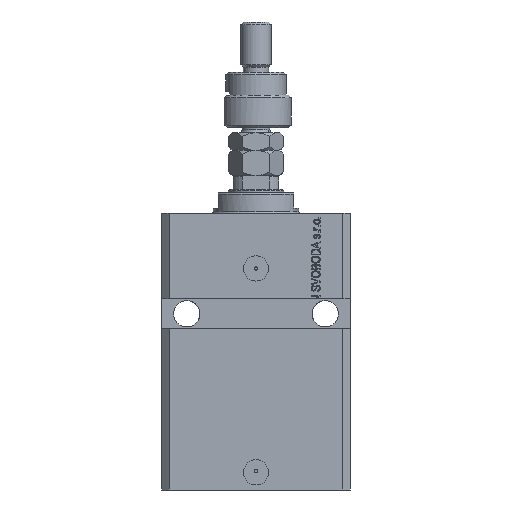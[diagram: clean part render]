
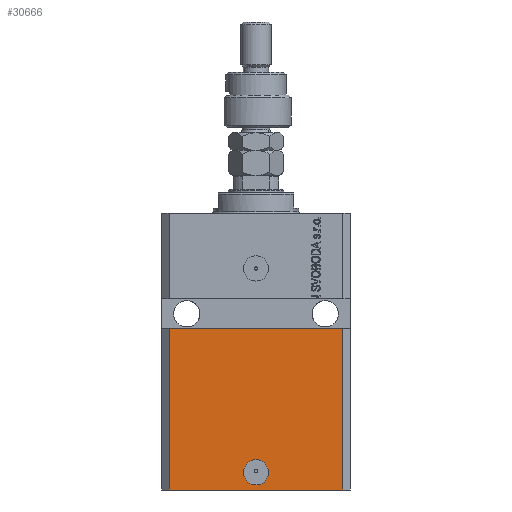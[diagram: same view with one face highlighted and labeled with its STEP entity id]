
A CAD part, front view. The second image highlights one B-rep face of the part: STEP entity #30666.
In plain terms, the highlighted planar face has unit normal (0, -1, 0).
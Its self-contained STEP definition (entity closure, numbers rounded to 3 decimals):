
#574 = EDGE_CURVE ( 'NONE', #16092, #24136, #39306, .T. ) ;
#658 = CARTESIAN_POINT ( 'NONE',  ( 5., -27.5, -103. ) ) ;
#1157 = VECTOR ( 'NONE', #14176, 1000. ) ;
#2441 = CARTESIAN_POINT ( 'NONE',  ( -34.5, -27.5, -110. ) ) ;
#3525 = ORIENTED_EDGE ( 'NONE', *, *, #26534, .F. ) ;
#3683 = VERTEX_POINT ( 'NONE', #33510 ) ;
#3863 = LINE ( 'NONE', #21410, #18455 ) ;
#8481 = CARTESIAN_POINT ( 'NONE',  ( 34.5, -27.5, -110. ) ) ;
#10165 = CARTESIAN_POINT ( 'NONE',  ( -37.5, -27.5, -46. ) ) ;
#10196 = ORIENTED_EDGE ( 'NONE', *, *, #31687, .T. ) ;
#10374 = EDGE_CURVE ( 'NONE', #22203, #16092, #34357, .T. ) ;
#13463 = VECTOR ( 'NONE', #37206, 1000. ) ;
#14176 = DIRECTION ( 'NONE',  ( 1., 0., 0. ) ) ;
#15202 = ORIENTED_EDGE ( 'NONE', *, *, #17381, .F. ) ;
#16092 = VERTEX_POINT ( 'NONE', #39731 ) ;
#17381 = EDGE_CURVE ( 'NONE', #3683, #31554, #27358, .T. ) ;
#17489 = AXIS2_PLACEMENT_3D ( 'NONE', #35908, #22139, #18575 ) ;
#18455 = VECTOR ( 'NONE', #25444, 1000. ) ;
#18575 = DIRECTION ( 'NONE',  ( 1., 0., 0. ) ) ;
#18925 = ORIENTED_EDGE ( 'NONE', *, *, #10374, .F. ) ;
#19413 = FACE_OUTER_BOUND ( 'NONE', #42330, .T. ) ;
#19426 = CARTESIAN_POINT ( 'NONE',  ( -34.5, -27.5, -110. ) ) ;
#20111 = VERTEX_POINT ( 'NONE', #38745 ) ;
#21049 = DIRECTION ( 'NONE',  ( 0., -1., 0. ) ) ;
#21410 = CARTESIAN_POINT ( 'NONE',  ( -34.5, -27.5, -110. ) ) ;
#22139 = DIRECTION ( 'NONE',  ( 0., -1., 0. ) ) ;
#22203 = VERTEX_POINT ( 'NONE', #2441 ) ;
#24136 = VERTEX_POINT ( 'NONE', #28157 ) ;
#24622 = CARTESIAN_POINT ( 'NONE',  ( 0., -27.5, -103. ) ) ;
#25444 = DIRECTION ( 'NONE',  ( 1., 0., 0. ) ) ;
#26067 = PLANE ( 'NONE',  #28216 ) ;
#26534 = EDGE_CURVE ( 'NONE', #31554, #3683, #28965, .T. ) ;
#26967 = LINE ( 'NONE', #8481, #38831 ) ;
#27358 = CIRCLE ( 'NONE', #17489, 5. ) ;
#28157 = CARTESIAN_POINT ( 'NONE',  ( 34.5, -27.5, -46. ) ) ;
#28216 = AXIS2_PLACEMENT_3D ( 'NONE', #32541, #40522, #44539 ) ;
#28965 = CIRCLE ( 'NONE', #37272, 5. ) ;
#29627 = FACE_BOUND ( 'NONE', #29973, .T. ) ;
#29973 = EDGE_LOOP ( 'NONE', ( #3525, #15202 ) ) ;
#30666 = ADVANCED_FACE ( 'NONE', ( #29627, #19413 ), #26067, .T. ) ;
#30679 = ORIENTED_EDGE ( 'NONE', *, *, #574, .F. ) ;
#31399 = EDGE_CURVE ( 'NONE', #22203, #20111, #3863, .T. ) ;
#31554 = VERTEX_POINT ( 'NONE', #658 ) ;
#31687 = EDGE_CURVE ( 'NONE', #20111, #24136, #26967, .T. ) ;
#31773 = ORIENTED_EDGE ( 'NONE', *, *, #31399, .T. ) ;
#32207 = DIRECTION ( 'NONE',  ( 1., 0., 0. ) ) ;
#32541 = CARTESIAN_POINT ( 'NONE',  ( -34.5, -27.5, -110. ) ) ;
#33510 = CARTESIAN_POINT ( 'NONE',  ( -5., -27.5, -103. ) ) ;
#34357 = LINE ( 'NONE', #19426, #13463 ) ;
#35908 = CARTESIAN_POINT ( 'NONE',  ( 0., -27.5, -103. ) ) ;
#37206 = DIRECTION ( 'NONE',  ( 0., 0., 1. ) ) ;
#37272 = AXIS2_PLACEMENT_3D ( 'NONE', #24622, #21049, #32207 ) ;
#37865 = DIRECTION ( 'NONE',  ( 0., 0., 1. ) ) ;
#38745 = CARTESIAN_POINT ( 'NONE',  ( 34.5, -27.5, -110. ) ) ;
#38831 = VECTOR ( 'NONE', #37865, 1000. ) ;
#39306 = LINE ( 'NONE', #10165, #1157 ) ;
#39731 = CARTESIAN_POINT ( 'NONE',  ( -34.5, -27.5, -46. ) ) ;
#40522 = DIRECTION ( 'NONE',  ( 0., -1., 0. ) ) ;
#42330 = EDGE_LOOP ( 'NONE', ( #30679, #18925, #31773, #10196 ) ) ;
#44539 = DIRECTION ( 'NONE',  ( 0., 0., -1. ) ) ;
